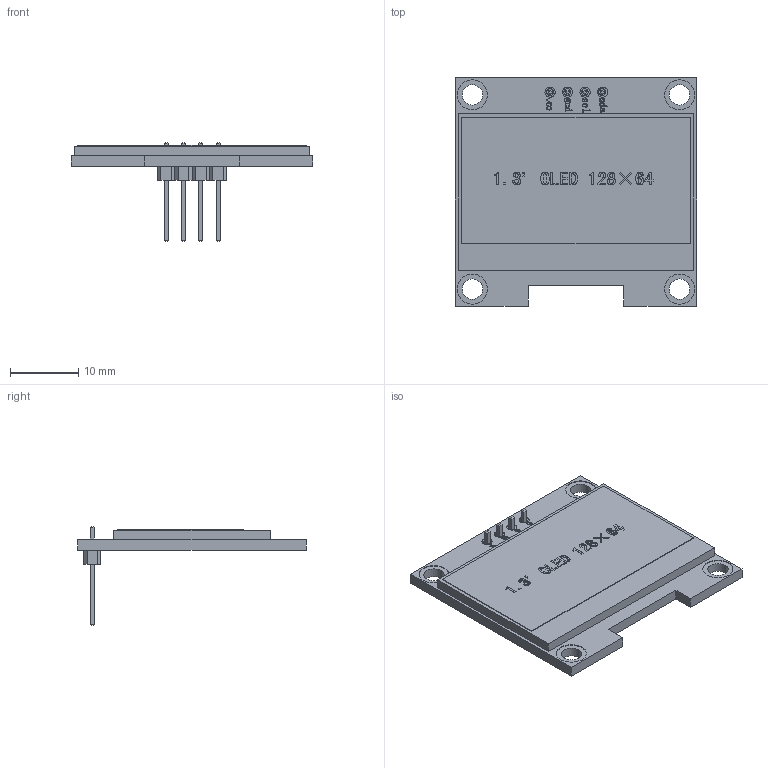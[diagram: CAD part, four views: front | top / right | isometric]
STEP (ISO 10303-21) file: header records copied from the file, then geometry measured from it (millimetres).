
FILE_DESCRIPTION (( 'STEP AP214' ), '1' );
FILE_NAME ('User Library-1.3''OLED.STEP', '2020-05-05T16:29:32', ( '' ), ( '' ), 'SwSTEP 2.0', 'SolidWorks 2019', '' );
FILE_SCHEMA (( 'AUTOMOTIVE_DESIGN' ));
Length unit declared in the file: millimetre
Products named in the file (3): User Library-1.3''OLED; 1.3 OLED; User Library-Hedar 4PIN--2_54mm
Assembly tree (2 placements, depth 2):
  User Library-1.3''OLED
    1.3 OLED
    User Library-Hedar 4PIN--2_54mm
Bounding box: 35.4 x 33.5 x 14.5 mm (x, y, z)
Volume: 3016.1 mm3; surface area: 2970.9 mm2
Topology: 5 solids, 5 shells, 628 faces, 1633 edges, 1078 vertices
Faces by surface type: plane 354, bspline 226, cylinder 48
Entity records: 35924 total; most frequent: CARTESIAN_POINT 14916, ORIENTED_EDGE 3266, DIRECTION 2091, EDGE_CURVE 1633, VECTOR 1085, LINE 1085, VERTEX_POINT 1078, EDGE_LOOP 707
